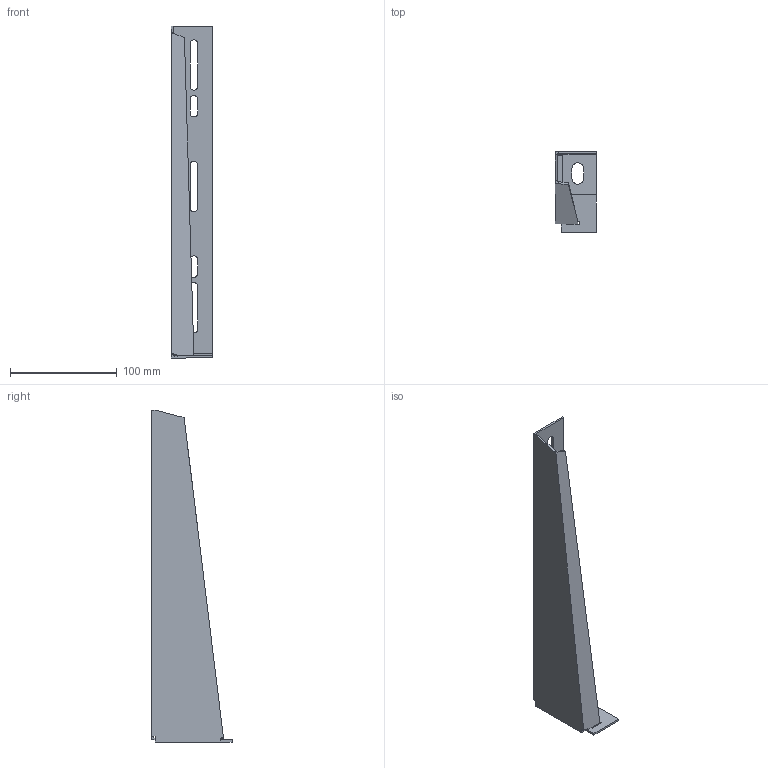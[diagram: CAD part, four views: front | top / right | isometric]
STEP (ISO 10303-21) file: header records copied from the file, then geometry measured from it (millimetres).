
FILE_DESCRIPTION (( 'STEP AP214' ), '1' );
FILE_NAME ('6424444.STEP', '2024-05-31T11:11:48', ( '' ), ( '' ), 'SwSTEP 2.0', 'SolidWorks 2022', '' );
FILE_SCHEMA (( 'AUTOMOTIVE_DESIGN' ));
Length unit declared in the file: millimetre
Products named in the file (2): 6424444; 183091_Standard
Assembly tree (1 placements, depth 2):
  6424444
    183091_Standard
Bounding box: 38.49 x 74.99 x 310.48 mm (x, y, z)
Volume: 62121.5 mm3; surface area: 68312.1 mm2
Topology: 1 solids, 1 shells, 89 faces, 253 edges, 166 vertices
Faces by surface type: plane 63, cylinder 22, bspline 4
Entity records: 3048 total; most frequent: CARTESIAN_POINT 647, ORIENTED_EDGE 506, DIRECTION 454, EDGE_CURVE 253, VECTOR 192, LINE 192, VERTEX_POINT 166, AXIS2_PLACEMENT_3D 131
